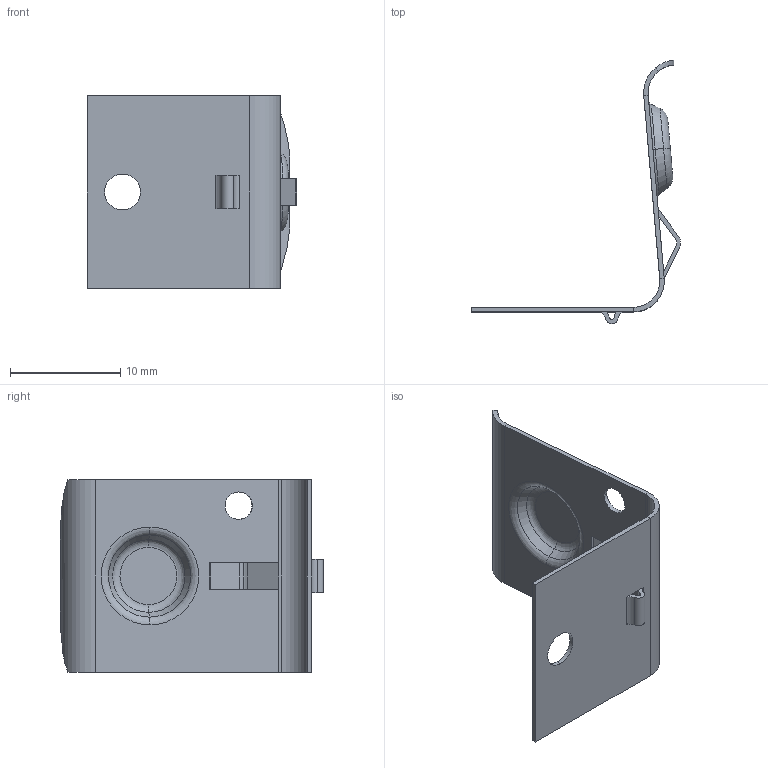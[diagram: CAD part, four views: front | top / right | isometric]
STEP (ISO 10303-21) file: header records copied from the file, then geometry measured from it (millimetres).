
FILE_DESCRIPTION (( 'STEP AP214' ), '1' );
FILE_NAME ('207.STEP', '2023-09-04T14:23:55', ( '' ), ( '' ), 'SwSTEP 2.0', 'SolidWorks 2021', '' );
FILE_SCHEMA (( 'AUTOMOTIVE_DESIGN' ));
Length unit declared in the file: millimetre
Products named in the file (2): 207_207; 207
Assembly tree (1 placements, depth 2):
  207
    207_207
Bounding box: 18.92 x 23.81 x 17.45 mm (x, y, z)
Volume: 282.7 mm3; surface area: 1463.4 mm2
Topology: 1 solids, 1 shells, 67 faces, 173 edges, 104 vertices
Faces by surface type: plane 33, cylinder 20, torus 8, cone 4, bspline 2
Entity records: 2273 total; most frequent: CARTESIAN_POINT 498, DIRECTION 377, ORIENTED_EDGE 346, EDGE_CURVE 173, AXIS2_PLACEMENT_3D 139, VERTEX_POINT 104, LINE 99, VECTOR 99
